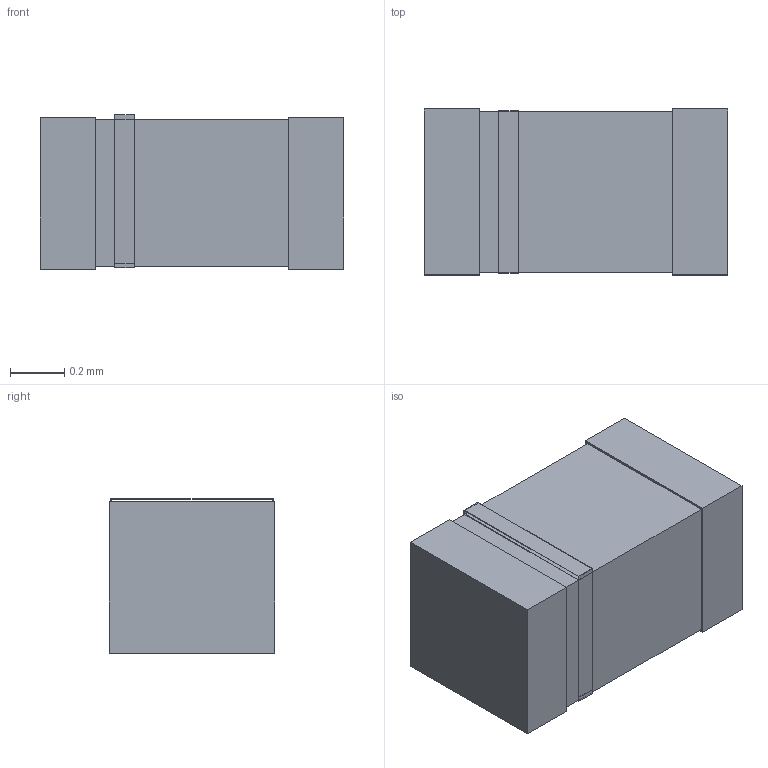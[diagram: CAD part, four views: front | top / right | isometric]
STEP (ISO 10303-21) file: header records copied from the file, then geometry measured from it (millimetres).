
FILE_DESCRIPTION(('STEP AP214'),'1');
FILE_NAME('CAP_0402C_AVX','2022-03-29T21:17:37',(''),(''),'','','');
FILE_SCHEMA(('AUTOMOTIVE_DESIGN'));
Length unit declared in the file: millimetre
Products named in the file (1): product
Bounding box: 1.12 x 0.61 x 0.57 mm (x, y, z)
Volume: 0.4 mm3; surface area: 5.2 mm2
Topology: 5 solids, 5 shells, 42 faces, 92 edges, 56 vertices
Faces by surface type: plane 42
Entity records: 1109 total; most frequent: ORIENTED_EDGE 184, DIRECTION 178, CARTESIAN_POINT 99, EDGE_CURVE 92, LINE 92, VECTOR 92, VERTEX_POINT 56, AXIS2_PLACEMENT_3D 43
